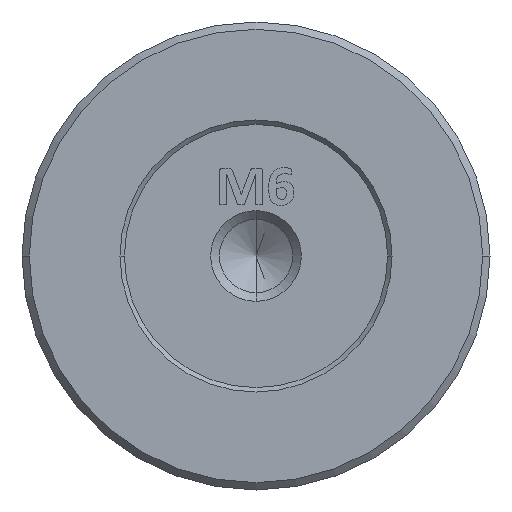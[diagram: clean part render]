
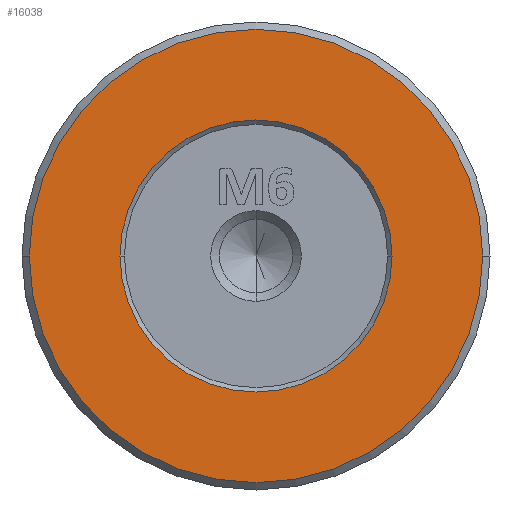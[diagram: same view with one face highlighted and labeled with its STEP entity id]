
A CAD part, left-side view. The second image highlights one B-rep face of the part: STEP entity #16038.
In plain terms, the highlighted planar face has unit normal (-1, 0, 0).
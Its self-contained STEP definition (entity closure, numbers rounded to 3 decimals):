
#2636 = EDGE_LOOP ( 'NONE', ( #25684, #9849 ) ) ;
#2814 = DIRECTION ( 'NONE',  ( 1., 0., 0. ) ) ;
#2881 = DIRECTION ( 'NONE',  ( -1., 0., 0. ) ) ;
#2902 = VERTEX_POINT ( 'NONE', #26094 ) ;
#3076 = DIRECTION ( 'NONE',  ( 0., -1., 0. ) ) ;
#3210 = DIRECTION ( 'NONE',  ( -1., 0., 0. ) ) ;
#3591 = AXIS2_PLACEMENT_3D ( 'NONE', #6810, #2881, #24088 ) ;
#3834 = VERTEX_POINT ( 'NONE', #19246 ) ;
#4422 = DIRECTION ( 'NONE',  ( 0., -1., 0. ) ) ;
#4564 = DIRECTION ( 'NONE',  ( 1., 0., 0. ) ) ;
#5537 = EDGE_LOOP ( 'NONE', ( #20624, #14647 ) ) ;
#6175 = DIRECTION ( 'NONE',  ( 0., -1., 0. ) ) ;
#6810 = CARTESIAN_POINT ( 'NONE',  ( -39.875, 8.574, -6.751 ) ) ;
#6879 = DIRECTION ( 'NONE',  ( 0., -1., 0. ) ) ;
#7396 = VERTEX_POINT ( 'NONE', #26778 ) ;
#9849 = ORIENTED_EDGE ( 'NONE', *, *, #23057, .T. ) ;
#10028 = AXIS2_PLACEMENT_3D ( 'NONE', #15497, #3210, #3076 ) ;
#10335 = CARTESIAN_POINT ( 'NONE',  ( -39.875, 8.574, -6.751 ) ) ;
#10553 = VERTEX_POINT ( 'NONE', #18324 ) ;
#11341 = CIRCLE ( 'NONE', #10028, 15.5 ) ;
#13054 = CARTESIAN_POINT ( 'NONE',  ( -39.875, 8.574, -6.751 ) ) ;
#13406 = CARTESIAN_POINT ( 'NONE',  ( -39.875, 8.574, -6.751 ) ) ;
#13457 = AXIS2_PLACEMENT_3D ( 'NONE', #13406, #2814, #6879 ) ;
#13588 = AXIS2_PLACEMENT_3D ( 'NONE', #13054, #4564, #4422 ) ;
#14004 = AXIS2_PLACEMENT_3D ( 'NONE', #10335, #20937, #6175 ) ;
#14282 = EDGE_CURVE ( 'NONE', #10553, #2902, #25507, .T. ) ;
#14647 = ORIENTED_EDGE ( 'NONE', *, *, #20626, .T. ) ;
#15497 = CARTESIAN_POINT ( 'NONE',  ( -39.875, 8.574, -6.751 ) ) ;
#16038 = ADVANCED_FACE ( 'NONE', ( #26187, #17785 ), #23811, .T. ) ;
#17126 = CIRCLE ( 'NONE', #14004, 15.5 ) ;
#17785 = FACE_OUTER_BOUND ( 'NONE', #5537, .T. ) ;
#18324 = CARTESIAN_POINT ( 'NONE',  ( -39.875, -0.726, -6.751 ) ) ;
#18480 = CIRCLE ( 'NONE', #13588, 9.3 ) ;
#19246 = CARTESIAN_POINT ( 'NONE',  ( -39.875, 24.074, -6.751 ) ) ;
#19536 = EDGE_CURVE ( 'NONE', #3834, #7396, #17126, .T. ) ;
#20624 = ORIENTED_EDGE ( 'NONE', *, *, #19536, .T. ) ;
#20626 = EDGE_CURVE ( 'NONE', #7396, #3834, #11341, .T. ) ;
#20937 = DIRECTION ( 'NONE',  ( -1., 0., 0. ) ) ;
#23057 = EDGE_CURVE ( 'NONE', #2902, #10553, #18480, .T. ) ;
#23811 = PLANE ( 'NONE',  #3591 ) ;
#24088 = DIRECTION ( 'NONE',  ( 0., 1., 0. ) ) ;
#25507 = CIRCLE ( 'NONE', #13457, 9.3 ) ;
#25684 = ORIENTED_EDGE ( 'NONE', *, *, #14282, .T. ) ;
#26094 = CARTESIAN_POINT ( 'NONE',  ( -39.875, 17.874, -6.751 ) ) ;
#26187 = FACE_BOUND ( 'NONE', #2636, .T. ) ;
#26778 = CARTESIAN_POINT ( 'NONE',  ( -39.875, -6.926, -6.751 ) ) ;
